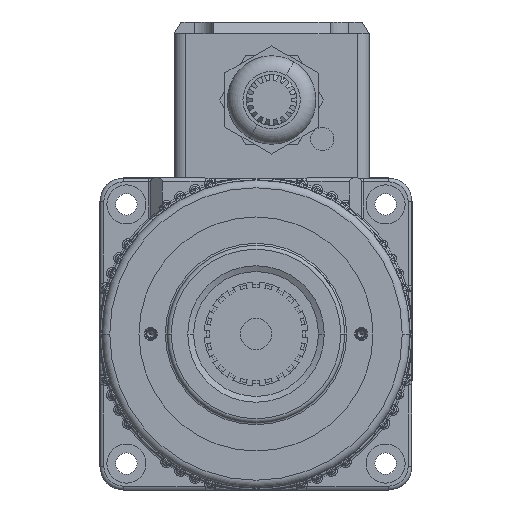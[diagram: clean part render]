
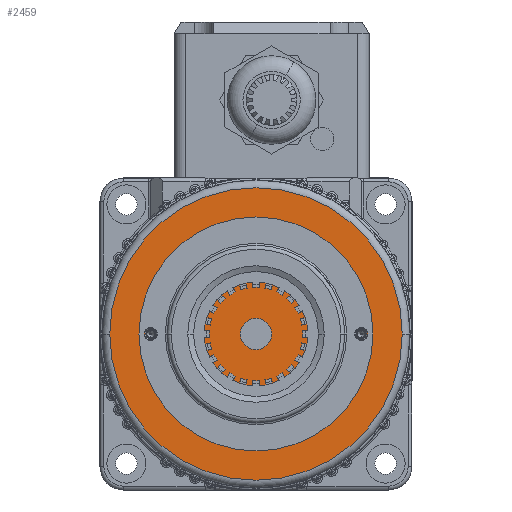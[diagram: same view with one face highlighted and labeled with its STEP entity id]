
A CAD part, front view. The second image highlights one B-rep face of the part: STEP entity #2459.
In plain terms, the highlighted face is planar.
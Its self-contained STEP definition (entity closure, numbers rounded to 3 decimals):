
#2287 = EDGE_CURVE ( 'NONE', #38079, #19225, #12947, .T. ) ;
#2289 = AXIS2_PLACEMENT_3D ( 'NONE', #43299, #35557, #31807 ) ;
#2459 = ADVANCED_FACE ( 'NONE', ( #48467, #6787, #18014, #18739 ), #3052, .T. ) ;
#2490 = ORIENTED_EDGE ( 'NONE', *, *, #17817, .T. ) ;
#3052 = PLANE ( 'NONE',  #27299 ) ;
#4461 = CARTESIAN_POINT ( 'NONE',  ( -28.525, 0., 0. ) ) ;
#4775 = DIRECTION ( 'NONE',  ( 0., 0., 1. ) ) ;
#5810 = DIRECTION ( 'NONE',  ( 0., 0., 1. ) ) ;
#5891 = CARTESIAN_POINT ( 'NONE',  ( 27., 0., 0. ) ) ;
#6013 = DIRECTION ( 'NONE',  ( 0., 0., -1. ) ) ;
#6787 = FACE_BOUND ( 'NONE', #18561, .T. ) ;
#7102 = CARTESIAN_POINT ( 'NONE',  ( -25.475, 0., 0. ) ) ;
#7329 = DIRECTION ( 'NONE',  ( 1., 0., 0. ) ) ;
#7515 = AXIS2_PLACEMENT_3D ( 'NONE', #35921, #24686, #32177 ) ;
#7669 = CARTESIAN_POINT ( 'NONE',  ( 28.525, 0., 0. ) ) ;
#9114 = EDGE_CURVE ( 'NONE', #19225, #38079, #36216, .T. ) ;
#10427 = CARTESIAN_POINT ( 'NONE',  ( 37.5, 0., 0. ) ) ;
#11343 = AXIS2_PLACEMENT_3D ( 'NONE', #41532, #29565, #7329 ) ;
#11483 = AXIS2_PLACEMENT_3D ( 'NONE', #39660, #36421, #17428 ) ;
#12189 = VERTEX_POINT ( 'NONE', #4461 ) ;
#12372 = VERTEX_POINT ( 'NONE', #7669 ) ;
#12648 = ORIENTED_EDGE ( 'NONE', *, *, #2287, .T. ) ;
#12947 = CIRCLE ( 'NONE', #11343, 37.5 ) ;
#13473 = DIRECTION ( 'NONE',  ( 1., 0., 0. ) ) ;
#15268 = EDGE_CURVE ( 'NONE', #43231, #40688, #33026, .T. ) ;
#15560 = EDGE_CURVE ( 'NONE', #44314, #12189, #38663, .T. ) ;
#16490 = CARTESIAN_POINT ( 'NONE',  ( 27., 0., 0. ) ) ;
#17132 = AXIS2_PLACEMENT_3D ( 'NONE', #28778, #5810, #40495 ) ;
#17428 = DIRECTION ( 'NONE',  ( -1., 0., 0. ) ) ;
#17817 = EDGE_CURVE ( 'NONE', #40688, #43231, #26240, .T. ) ;
#18014 = FACE_BOUND ( 'NONE', #18812, .T. ) ;
#18561 = EDGE_LOOP ( 'NONE', ( #48956, #21165 ) ) ;
#18739 = FACE_OUTER_BOUND ( 'NONE', #34760, .T. ) ;
#18812 = EDGE_LOOP ( 'NONE', ( #37988, #20719 ) ) ;
#19225 = VERTEX_POINT ( 'NONE', #38254 ) ;
#20719 = ORIENTED_EDGE ( 'NONE', *, *, #34583, .F. ) ;
#21112 = DIRECTION ( 'NONE',  ( 0., 0., 1. ) ) ;
#21165 = ORIENTED_EDGE ( 'NONE', *, *, #44951, .F. ) ;
#21231 = DIRECTION ( 'NONE',  ( -1., 0., 0. ) ) ;
#22934 = ORIENTED_EDGE ( 'NONE', *, *, #9114, .T. ) ;
#23004 = AXIS2_PLACEMENT_3D ( 'NONE', #40207, #6013, #21231 ) ;
#24291 = CARTESIAN_POINT ( 'NONE',  ( 25.475, 0., 0. ) ) ;
#24686 = DIRECTION ( 'NONE',  ( 0., 0., 1. ) ) ;
#25842 = EDGE_LOOP ( 'NONE', ( #48921, #2490 ) ) ;
#26240 = CIRCLE ( 'NONE', #23004, 4. ) ;
#26529 = DIRECTION ( 'NONE',  ( 1., 0., 0. ) ) ;
#27299 = AXIS2_PLACEMENT_3D ( 'NONE', #48963, #33981, #41477 ) ;
#28778 = CARTESIAN_POINT ( 'NONE',  ( -27., 0., 0. ) ) ;
#29301 = AXIS2_PLACEMENT_3D ( 'NONE', #16490, #4775, #13473 ) ;
#29565 = DIRECTION ( 'NONE',  ( 0., 0., 1. ) ) ;
#29899 = CARTESIAN_POINT ( 'NONE',  ( -4., 0., 0. ) ) ;
#31003 = CIRCLE ( 'NONE', #2289, 1.525 ) ;
#31807 = DIRECTION ( 'NONE',  ( 1., 0., 0. ) ) ;
#32177 = DIRECTION ( 'NONE',  ( 1., 0., 0. ) ) ;
#33026 = CIRCLE ( 'NONE', #11483, 4. ) ;
#33981 = DIRECTION ( 'NONE',  ( 0., 0., 1. ) ) ;
#34583 = EDGE_CURVE ( 'NONE', #12189, #44314, #31003, .T. ) ;
#34760 = EDGE_LOOP ( 'NONE', ( #12648, #22934 ) ) ;
#34984 = CIRCLE ( 'NONE', #47438, 1.525 ) ;
#35557 = DIRECTION ( 'NONE',  ( 0., 0., 1. ) ) ;
#35921 = CARTESIAN_POINT ( 'NONE',  ( 0., 0., 0. ) ) ;
#36216 = CIRCLE ( 'NONE', #7515, 37.5 ) ;
#36421 = DIRECTION ( 'NONE',  ( 0., 0., -1. ) ) ;
#37988 = ORIENTED_EDGE ( 'NONE', *, *, #15560, .F. ) ;
#38079 = VERTEX_POINT ( 'NONE', #10427 ) ;
#38254 = CARTESIAN_POINT ( 'NONE',  ( -37.5, 0., 0. ) ) ;
#38663 = CIRCLE ( 'NONE', #17132, 1.525 ) ;
#39660 = CARTESIAN_POINT ( 'NONE',  ( 0., 0., 0. ) ) ;
#40207 = CARTESIAN_POINT ( 'NONE',  ( 0., 0., 0. ) ) ;
#40495 = DIRECTION ( 'NONE',  ( 1., 0., 0. ) ) ;
#40688 = VERTEX_POINT ( 'NONE', #45381 ) ;
#41477 = DIRECTION ( 'NONE',  ( 1., 0., 0. ) ) ;
#41532 = CARTESIAN_POINT ( 'NONE',  ( 0., 0., 0. ) ) ;
#43231 = VERTEX_POINT ( 'NONE', #29899 ) ;
#43299 = CARTESIAN_POINT ( 'NONE',  ( -27., 0., 0. ) ) ;
#43684 = VERTEX_POINT ( 'NONE', #24291 ) ;
#44314 = VERTEX_POINT ( 'NONE', #7102 ) ;
#44951 = EDGE_CURVE ( 'NONE', #43684, #12372, #48542, .T. ) ;
#45381 = CARTESIAN_POINT ( 'NONE',  ( 4., 0., 0. ) ) ;
#46752 = EDGE_CURVE ( 'NONE', #12372, #43684, #34984, .T. ) ;
#47438 = AXIS2_PLACEMENT_3D ( 'NONE', #5891, #21112, #26529 ) ;
#48467 = FACE_BOUND ( 'NONE', #25842, .T. ) ;
#48542 = CIRCLE ( 'NONE', #29301, 1.525 ) ;
#48921 = ORIENTED_EDGE ( 'NONE', *, *, #15268, .T. ) ;
#48956 = ORIENTED_EDGE ( 'NONE', *, *, #46752, .F. ) ;
#48963 = CARTESIAN_POINT ( 'NONE',  ( 0., 0., 0. ) ) ;
